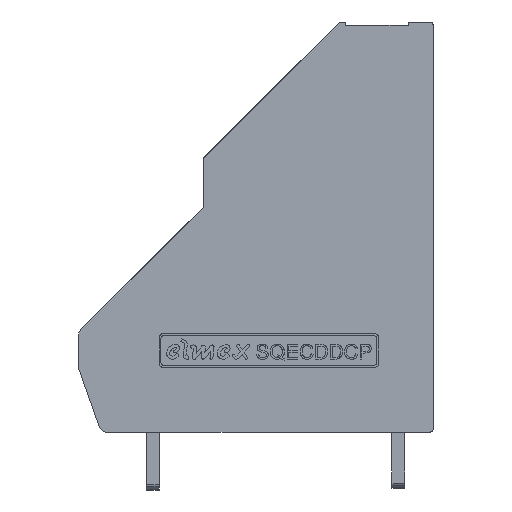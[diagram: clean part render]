
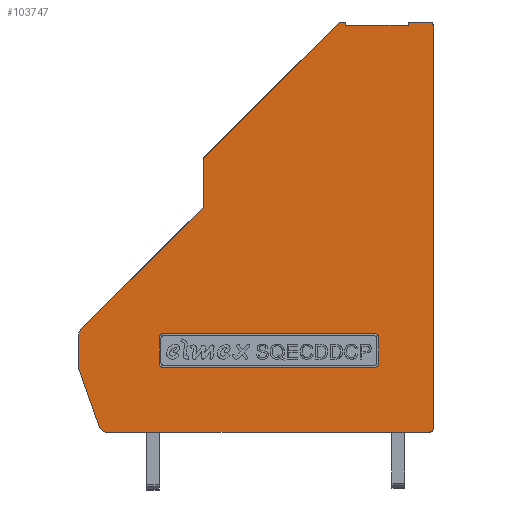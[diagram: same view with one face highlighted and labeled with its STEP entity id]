
A CAD part, front view. The second image highlights one B-rep face of the part: STEP entity #103747.
In plain terms, the highlighted planar face has unit normal (0, -1, 0).
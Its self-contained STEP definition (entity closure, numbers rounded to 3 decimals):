
#4464=CIRCLE('',#109652,0.25);
#4465=CIRCLE('',#109655,0.25);
#4466=CIRCLE('',#109658,0.25);
#4467=CIRCLE('',#109661,0.25);
#4469=CIRCLE('',#109670,0.25);
#4471=CIRCLE('',#109675,0.5);
#4546=CIRCLE('',#109857,0.5);
#4659=CIRCLE('',#110184,0.25);
#4661=CIRCLE('',#110188,0.5);
#10864=LINE('',#157924,#18069);
#10867=LINE('',#157932,#18072);
#10870=LINE('',#157940,#18075);
#10873=LINE('',#157948,#18078);
#10875=LINE('',#157953,#18080);
#10878=LINE('',#157959,#18083);
#10881=LINE('',#157965,#18086);
#10884=LINE('',#157971,#18089);
#10887=LINE('',#157977,#18092);
#10891=LINE('',#157989,#18096);
#10897=LINE('',#158002,#18102);
#10901=LINE('',#158014,#18106);
#11044=LINE('',#158582,#18249);
#11388=LINE('',#160413,#18593);
#11500=LINE('',#160664,#18705);
#11501=LINE('',#160665,#18706);
#18069=VECTOR('',#127287,1000.);
#18072=VECTOR('',#127296,1000.);
#18075=VECTOR('',#127305,1000.);
#18078=VECTOR('',#127314,1000.);
#18080=VECTOR('',#127318,1000.);
#18083=VECTOR('',#127323,1000.);
#18086=VECTOR('',#127328,1000.);
#18089=VECTOR('',#127333,1000.);
#18092=VECTOR('',#127338,1000.);
#18096=VECTOR('',#127350,1000.);
#18102=VECTOR('',#127358,1000.);
#18106=VECTOR('',#127370,1000.);
#18249=VECTOR('',#127869,1000.);
#18593=VECTOR('',#128751,1000.);
#18705=VECTOR('',#128995,1000.);
#18706=VECTOR('',#128996,1000.);
#38402=ORIENTED_EDGE('',*,*,#50554,.T.);
#38403=ORIENTED_EDGE('',*,*,#50551,.T.);
#38404=ORIENTED_EDGE('',*,*,#50548,.T.);
#38405=ORIENTED_EDGE('',*,*,#51423,.T.);
#38406=ORIENTED_EDGE('',*,*,#51424,.T.);
#38407=ORIENTED_EDGE('',*,*,#51418,.T.);
#38408=ORIENTED_EDGE('',*,*,#50542,.T.);
#38409=ORIENTED_EDGE('',*,*,#50541,.T.);
#38410=ORIENTED_EDGE('',*,*,#50536,.T.);
#38411=ORIENTED_EDGE('',*,*,#50533,.T.);
#38412=ORIENTED_EDGE('',*,*,#50530,.T.);
#38413=ORIENTED_EDGE('',*,*,#50527,.T.);
#38414=ORIENTED_EDGE('',*,*,#50524,.T.);
#38415=ORIENTED_EDGE('',*,*,#51293,.T.);
#38416=ORIENTED_EDGE('',*,*,#50791,.T.);
#38417=ORIENTED_EDGE('',*,*,#51425,.T.);
#38418=ORIENTED_EDGE('',*,*,#50798,.T.);
#38419=ORIENTED_EDGE('',*,*,#50522,.T.);
#38420=ORIENTED_EDGE('',*,*,#50520,.T.);
#38421=ORIENTED_EDGE('',*,*,#50518,.T.);
#38422=ORIENTED_EDGE('',*,*,#50516,.T.);
#38423=ORIENTED_EDGE('',*,*,#50514,.T.);
#38424=ORIENTED_EDGE('',*,*,#50512,.T.);
#38425=ORIENTED_EDGE('',*,*,#50510,.T.);
#38426=ORIENTED_EDGE('',*,*,#50508,.T.);
#50508=EDGE_CURVE('',#58628,#58627,#4464,.F.);
#50510=EDGE_CURVE('',#58629,#58628,#10864,.T.);
#50512=EDGE_CURVE('',#58630,#58629,#4465,.F.);
#50514=EDGE_CURVE('',#58631,#58630,#10867,.T.);
#50516=EDGE_CURVE('',#58632,#58631,#4466,.F.);
#50518=EDGE_CURVE('',#58633,#58632,#10870,.T.);
#50520=EDGE_CURVE('',#58634,#58633,#4467,.F.);
#50522=EDGE_CURVE('',#58627,#58634,#10873,.T.);
#50524=EDGE_CURVE('',#58637,#58636,#10875,.T.);
#50527=EDGE_CURVE('',#58639,#58637,#10878,.T.);
#50530=EDGE_CURVE('',#58641,#58639,#10881,.T.);
#50533=EDGE_CURVE('',#58643,#58641,#10884,.T.);
#50536=EDGE_CURVE('',#58645,#58643,#10887,.T.);
#50541=EDGE_CURVE('',#58648,#58645,#4469,.T.);
#50542=EDGE_CURVE('',#58649,#58648,#10891,.T.);
#50548=EDGE_CURVE('',#58651,#58654,#10897,.T.);
#50551=EDGE_CURVE('',#58656,#58651,#4471,.T.);
#50554=EDGE_CURVE('',#58657,#58656,#10901,.T.);
#50791=EDGE_CURVE('',#58786,#58785,#11044,.T.);
#50798=EDGE_CURVE('',#58788,#58657,#4546,.T.);
#51293=EDGE_CURVE('',#58636,#58786,#11388,.T.);
#51418=EDGE_CURVE('',#59148,#58649,#4659,.T.);
#51423=EDGE_CURVE('',#58654,#59150,#4661,.T.);
#51424=EDGE_CURVE('',#59150,#59148,#11500,.T.);
#51425=EDGE_CURVE('',#58785,#58788,#11501,.T.);
#58627=VERTEX_POINT('',#157919);
#58628=VERTEX_POINT('',#157921);
#58629=VERTEX_POINT('',#157925);
#58630=VERTEX_POINT('',#157929);
#58631=VERTEX_POINT('',#157933);
#58632=VERTEX_POINT('',#157937);
#58633=VERTEX_POINT('',#157941);
#58634=VERTEX_POINT('',#157945);
#58636=VERTEX_POINT('',#157952);
#58637=VERTEX_POINT('',#157954);
#58639=VERTEX_POINT('',#157960);
#58641=VERTEX_POINT('',#157966);
#58643=VERTEX_POINT('',#157972);
#58645=VERTEX_POINT('',#157978);
#58648=VERTEX_POINT('',#157985);
#58649=VERTEX_POINT('',#157990);
#58651=VERTEX_POINT('',#157996);
#58654=VERTEX_POINT('',#158001);
#58656=VERTEX_POINT('',#158006);
#58657=VERTEX_POINT('',#158011);
#58785=VERTEX_POINT('',#158581);
#58786=VERTEX_POINT('',#158583);
#58788=VERTEX_POINT('',#158591);
#59148=VERTEX_POINT('',#160651);
#59150=VERTEX_POINT('',#160661);
#64416=EDGE_LOOP('',(#38402,#38403,#38404,#38405,#38406,#38407,#38408,#38409,
#38410,#38411,#38412,#38413,#38414,#38415,#38416,#38417,#38418));
#64417=EDGE_LOOP('',(#38419,#38420,#38421,#38422,#38423,#38424,#38425,#38426));
#68836=FACE_BOUND('',#64416,.T.);
#68837=FACE_BOUND('',#64417,.T.);
#71559=PLANE('',#110189);
#103747=ADVANCED_FACE('',(#68836,#68837),#71559,.T.);
#109652=AXIS2_PLACEMENT_3D('',#157920,#127282,#127283);
#109655=AXIS2_PLACEMENT_3D('',#157928,#127291,#127292);
#109658=AXIS2_PLACEMENT_3D('',#157936,#127300,#127301);
#109661=AXIS2_PLACEMENT_3D('',#157944,#127309,#127310);
#109670=AXIS2_PLACEMENT_3D('',#157987,#127346,#127347);
#109675=AXIS2_PLACEMENT_3D('',#158008,#127364,#127365);
#109857=AXIS2_PLACEMENT_3D('',#158593,#127879,#127880);
#110184=AXIS2_PLACEMENT_3D('',#160653,#128980,#128981);
#110188=AXIS2_PLACEMENT_3D('',#160662,#128991,#128992);
#110189=AXIS2_PLACEMENT_3D('',#160663,#128993,#128994);
#127282=DIRECTION('',(0.,-1.,0.));
#127283=DIRECTION('',(0.,0.,-1.));
#127287=DIRECTION('',(0.,0.,1.));
#127291=DIRECTION('',(0.,-1.,0.));
#127292=DIRECTION('',(0.,0.,-1.));
#127296=DIRECTION('',(-1.,0.,0.));
#127300=DIRECTION('',(0.,-1.,0.));
#127301=DIRECTION('',(0.,0.,-1.));
#127305=DIRECTION('',(0.,0.,-1.));
#127309=DIRECTION('',(0.,-1.,0.));
#127310=DIRECTION('',(0.,0.,-1.));
#127314=DIRECTION('',(1.,0.,0.));
#127318=DIRECTION('',(-1.,0.,0.));
#127323=DIRECTION('',(0.,0.,1.));
#127328=DIRECTION('',(-1.,0.,0.));
#127333=DIRECTION('',(0.,0.,-1.));
#127338=DIRECTION('',(-1.,0.,0.));
#127346=DIRECTION('',(0.,-1.,0.));
#127347=DIRECTION('',(0.,0.,-1.));
#127350=DIRECTION('',(0.,0.,1.));
#127358=DIRECTION('',(0.33,0.,-0.944));
#127364=DIRECTION('',(0.,-1.,0.));
#127365=DIRECTION('',(0.,0.,-1.));
#127370=DIRECTION('',(0.,0.,-1.));
#127869=DIRECTION('',(0.,0.,-1.));
#127879=DIRECTION('',(0.,-1.,0.));
#127880=DIRECTION('',(0.,0.,-1.));
#128751=DIRECTION('',(-0.707,0.,-0.707));
#128980=DIRECTION('',(0.,-1.,0.));
#128981=DIRECTION('',(0.,0.,-1.));
#128991=DIRECTION('',(0.,-1.,0.));
#128992=DIRECTION('',(0.,0.,-1.));
#128993=DIRECTION('',(0.,-1.,0.));
#128994=DIRECTION('',(0.,0.,-1.));
#128995=DIRECTION('',(1.,0.,0.));
#128996=DIRECTION('',(-0.707,0.,-0.707));
#157919=CARTESIAN_POINT('',(17.718,-3.26,9.876));
#157920=CARTESIAN_POINT('',(17.718,-3.26,9.626));
#157921=CARTESIAN_POINT('',(17.468,-3.26,9.626));
#157924=CARTESIAN_POINT('',(17.468,-3.26,7.769));
#157925=CARTESIAN_POINT('',(17.468,-3.26,8.019));
#157928=CARTESIAN_POINT('',(17.718,-3.26,8.019));
#157929=CARTESIAN_POINT('',(17.718,-3.26,7.769));
#157932=CARTESIAN_POINT('',(31.107,-3.26,7.769));
#157933=CARTESIAN_POINT('',(30.857,-3.26,7.769));
#157936=CARTESIAN_POINT('',(30.857,-3.26,8.019));
#157937=CARTESIAN_POINT('',(31.107,-3.26,8.019));
#157940=CARTESIAN_POINT('',(31.107,-3.26,9.876));
#157941=CARTESIAN_POINT('',(31.107,-3.26,9.626));
#157944=CARTESIAN_POINT('',(30.857,-3.26,9.626));
#157945=CARTESIAN_POINT('',(30.857,-3.26,9.876));
#157948=CARTESIAN_POINT('',(17.468,-3.26,9.876));
#157952=CARTESIAN_POINT('',(28.66,-3.26,29.25));
#157953=CARTESIAN_POINT('',(28.66,-3.26,29.25));
#157954=CARTESIAN_POINT('',(29.05,-3.26,29.25));
#157959=CARTESIAN_POINT('',(29.05,-3.26,29.25));
#157960=CARTESIAN_POINT('',(29.05,-3.26,29.05));
#157965=CARTESIAN_POINT('',(29.05,-3.26,29.05));
#157966=CARTESIAN_POINT('',(32.95,-3.26,29.05));
#157971=CARTESIAN_POINT('',(32.95,-3.26,29.05));
#157972=CARTESIAN_POINT('',(32.95,-3.26,29.25));
#157977=CARTESIAN_POINT('',(32.95,-3.26,29.25));
#157978=CARTESIAN_POINT('',(34.27,-3.26,29.25));
#157985=CARTESIAN_POINT('',(34.52,-3.26,29.));
#157987=CARTESIAN_POINT('',(34.27,-3.26,29.));
#157989=CARTESIAN_POINT('',(34.52,-3.26,29.25));
#157990=CARTESIAN_POINT('',(34.52,-3.26,4.));
#157996=CARTESIAN_POINT('',(12.478,-3.26,7.67));
#158001=CARTESIAN_POINT('',(13.733,-3.26,4.085));
#158002=CARTESIAN_POINT('',(12.45,-3.26,7.75));
#158006=CARTESIAN_POINT('',(12.45,-3.26,7.835));
#158008=CARTESIAN_POINT('',(12.95,-3.26,7.835));
#158011=CARTESIAN_POINT('',(12.45,-3.26,9.763));
#158014=CARTESIAN_POINT('',(12.45,-3.26,9.97));
#158581=CARTESIAN_POINT('',(20.2,-3.26,17.72));
#158582=CARTESIAN_POINT('',(20.2,-3.26,17.72));
#158583=CARTESIAN_POINT('',(20.2,-3.26,20.79));
#158591=CARTESIAN_POINT('',(12.596,-3.26,10.117));
#158593=CARTESIAN_POINT('',(12.95,-3.26,9.763));
#160413=CARTESIAN_POINT('',(20.2,-3.26,20.79));
#160651=CARTESIAN_POINT('',(34.27,-3.26,3.75));
#160653=CARTESIAN_POINT('',(34.27,-3.26,4.));
#160661=CARTESIAN_POINT('',(14.205,-3.26,3.75));
#160662=CARTESIAN_POINT('',(14.205,-3.26,4.25));
#160663=CARTESIAN_POINT('',(0.,-3.26,0.));
#160664=CARTESIAN_POINT('',(34.52,-3.26,3.75));
#160665=CARTESIAN_POINT('',(20.2,-3.26,17.72));
